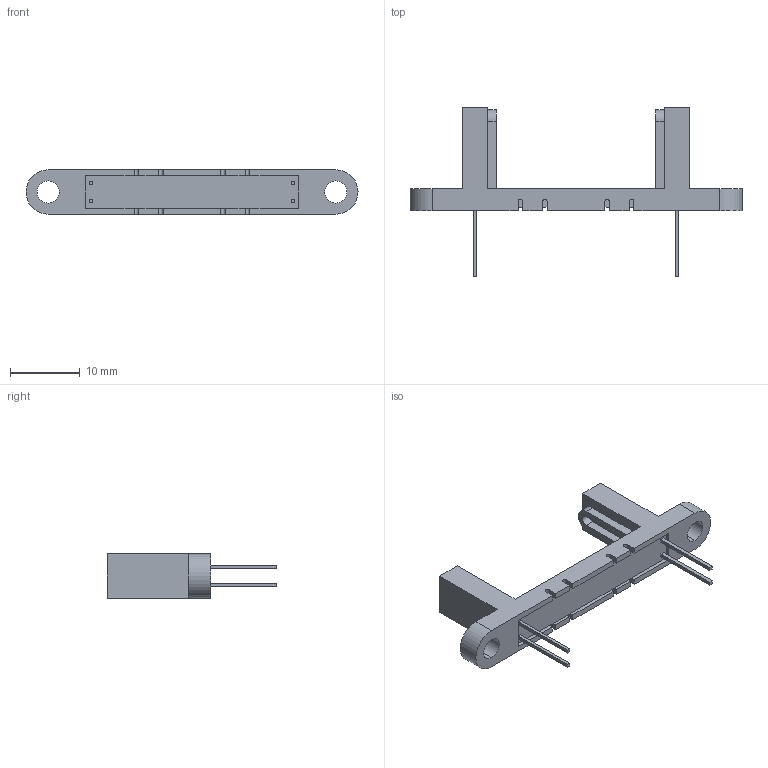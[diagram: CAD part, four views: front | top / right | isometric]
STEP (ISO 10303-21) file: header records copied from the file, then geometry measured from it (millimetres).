
FILE_DESCRIPTION (( 'STEP AP214' ), '1' );
FILE_NAME ('OPB315L.STEP', '2017-08-23T15:52:45', ( '' ), ( '' ), 'SwSTEP 2.0', 'SolidWorks 2015', '' );
FILE_SCHEMA (( 'AUTOMOTIVE_DESIGN' ));
Length unit declared in the file: inch
Products named in the file (1): OPB315L
Bounding box: 47.62 x 24.31 x 6.35 mm (x, y, z)
Volume: 1395 mm3; surface area: 1689.1 mm2
Topology: 1 solids, 1 shells, 126 faces, 332 edges, 216 vertices
Faces by surface type: plane 108, cylinder 18
Entity records: 4132 total; most frequent: CARTESIAN_POINT 675, ORIENTED_EDGE 664, DIRECTION 622, EDGE_CURVE 332, VECTOR 296, LINE 296, VERTEX_POINT 216, AXIS2_PLACEMENT_3D 163
